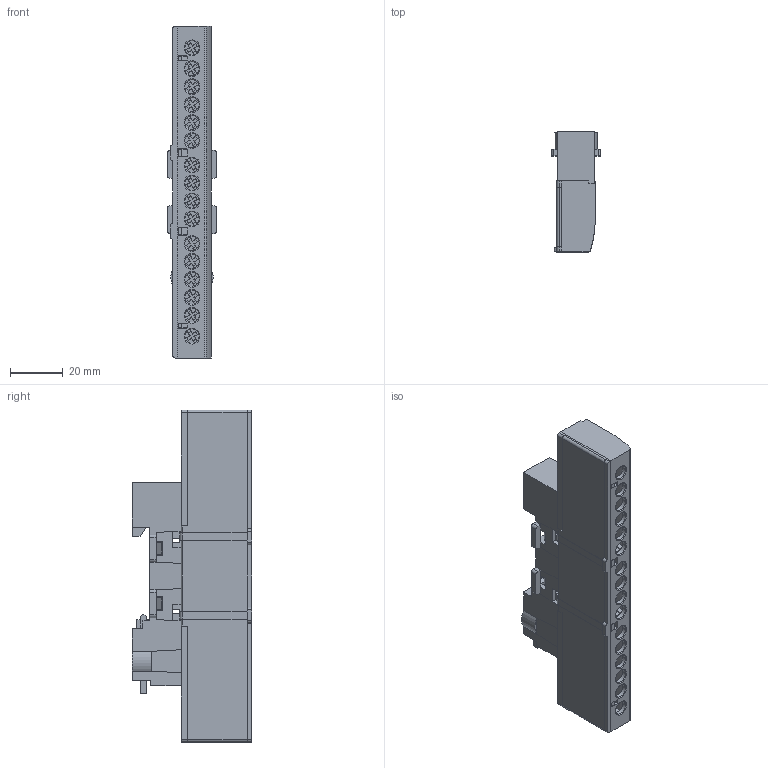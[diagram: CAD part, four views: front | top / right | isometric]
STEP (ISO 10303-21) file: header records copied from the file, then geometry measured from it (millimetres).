
FILE_DESCRIPTION (( 'STEP AP214' ), '1' );
FILE_NAME ('KSN-6-8x12-16 BLUE.STEP', '2023-11-22T12:54:48', ( '' ), ( '' ), 'SwSTEP 2.0', 'SolidWorks 2022', '' );
FILE_SCHEMA (( 'AUTOMOTIVE_DESIGN' ));
Length unit declared in the file: millimetre
Products named in the file (7): Винт М5х10.STEP; Подставка универсал 140421.STEP; крышка2 8х12-16_140421.STEP; KSN-6-8x12-16 BLUE; защелка; крышка 8х12-16_140421.STEP; КМ Шина 16 - 8х12_(2).STEP
Assembly tree (21 placements, depth 2):
  KSN-6-8x12-16 BLUE
    Подставка универсал 140421.STEP
    крышка 8х12-16_140421.STEP
    крышка2 8х12-16_140421.STEP
    КМ Шина 16 - 8х12_(2).STEP
    Винт М5х10.STEP  x16
    защелка
Bounding box: 18.8 x 45.4 x 125.8 mm (x, y, z)
Volume: 38345.5 mm3; surface area: 42385.9 mm2
Topology: 21 solids, 21 shells, 1918 faces, 5209 edges, 3378 vertices
Faces by surface type: plane 1120, cylinder 317, bspline 224, cone 161, torus 96
Entity records: 62193 total; most frequent: CARTESIAN_POINT 22519, ORIENTED_EDGE 8198, DIRECTION 6850, EDGE_CURVE 4099, LINE 2806, VECTOR 2806, VERTEX_POINT 2658, AXIS2_PLACEMENT_3D 2022
